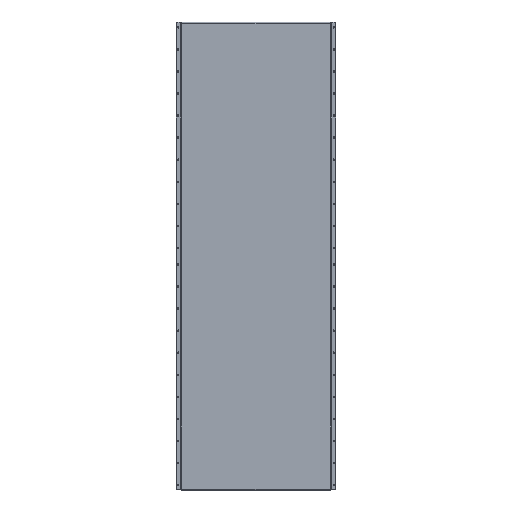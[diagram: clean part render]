
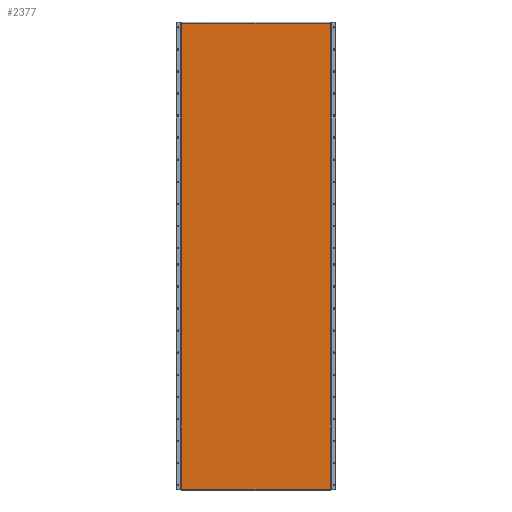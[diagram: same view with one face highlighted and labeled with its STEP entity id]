
A CAD part, front view. The second image highlights one B-rep face of the part: STEP entity #2377.
In plain terms, the highlighted planar face has unit normal (0, -1, 0).
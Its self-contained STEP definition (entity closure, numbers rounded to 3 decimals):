
#102 = EDGE_CURVE ( 'NONE', #1129, #1192, #2754, .T. ) ;
#274 = VECTOR ( 'NONE', #1071, 1000. ) ;
#351 = VECTOR ( 'NONE', #2312, 1000. ) ;
#473 = LINE ( 'NONE', #2434, #274 ) ;
#818 = ORIENTED_EDGE ( 'NONE', *, *, #1274, .F. ) ;
#902 = VERTEX_POINT ( 'NONE', #1440 ) ;
#984 = FACE_OUTER_BOUND ( 'NONE', #2203, .T. ) ;
#1071 = DIRECTION ( 'NONE',  ( 0., 0., -1. ) ) ;
#1129 = VERTEX_POINT ( 'NONE', #6051 ) ;
#1192 = VERTEX_POINT ( 'NONE', #5685 ) ;
#1274 = EDGE_CURVE ( 'NONE', #902, #2093, #473, .T. ) ;
#1440 = CARTESIAN_POINT ( 'NONE',  ( 677., 0., 2112. ) ) ;
#1631 = LINE ( 'NONE', #4023, #3254 ) ;
#1792 = ORIENTED_EDGE ( 'NONE', *, *, #102, .T. ) ;
#2093 = VERTEX_POINT ( 'NONE', #5922 ) ;
#2203 = EDGE_LOOP ( 'NONE', ( #2859, #818, #2613, #1792 ) ) ;
#2312 = DIRECTION ( 'NONE',  ( 0., 0., -1. ) ) ;
#2377 = ADVANCED_FACE ( 'NONE', ( #984 ), #2411, .T. ) ;
#2411 = PLANE ( 'NONE',  #5899 ) ;
#2434 = CARTESIAN_POINT ( 'NONE',  ( 677., 0., 2112. ) ) ;
#2613 = ORIENTED_EDGE ( 'NONE', *, *, #5964, .T. ) ;
#2754 = LINE ( 'NONE', #4617, #351 ) ;
#2859 = ORIENTED_EDGE ( 'NONE', *, *, #5822, .F. ) ;
#2870 = LINE ( 'NONE', #3764, #3153 ) ;
#2909 = DIRECTION ( 'NONE',  ( 0., 0., -1. ) ) ;
#3153 = VECTOR ( 'NONE', #5655, 1000. ) ;
#3254 = VECTOR ( 'NONE', #4073, 1000. ) ;
#3764 = CARTESIAN_POINT ( 'NONE',  ( 0., 0., 0. ) ) ;
#4023 = CARTESIAN_POINT ( 'NONE',  ( 0., 0., 2112. ) ) ;
#4073 = DIRECTION ( 'NONE',  ( -1., 0., 0. ) ) ;
#4279 = DIRECTION ( 'NONE',  ( 0., -1., 0. ) ) ;
#4617 = CARTESIAN_POINT ( 'NONE',  ( 4., 0., 2112. ) ) ;
#4803 = CARTESIAN_POINT ( 'NONE',  ( 0., 0., 2112. ) ) ;
#5655 = DIRECTION ( 'NONE',  ( -1., 0., 0. ) ) ;
#5685 = CARTESIAN_POINT ( 'NONE',  ( 4., 0., 0. ) ) ;
#5822 = EDGE_CURVE ( 'NONE', #2093, #1192, #2870, .T. ) ;
#5899 = AXIS2_PLACEMENT_3D ( 'NONE', #4803, #4279, #2909 ) ;
#5922 = CARTESIAN_POINT ( 'NONE',  ( 677., 0., 0. ) ) ;
#5964 = EDGE_CURVE ( 'NONE', #902, #1129, #1631, .T. ) ;
#6051 = CARTESIAN_POINT ( 'NONE',  ( 4., 0., 2112. ) ) ;
